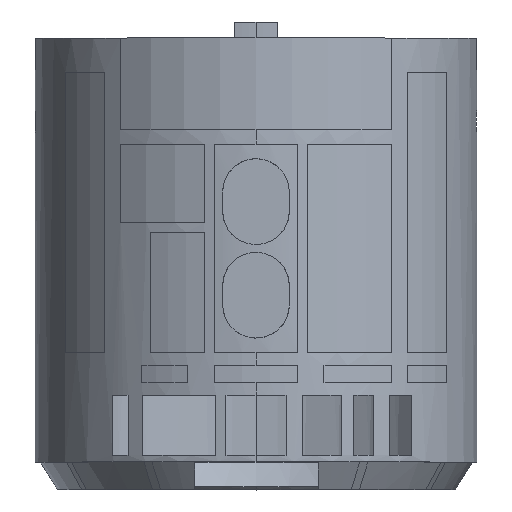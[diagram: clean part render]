
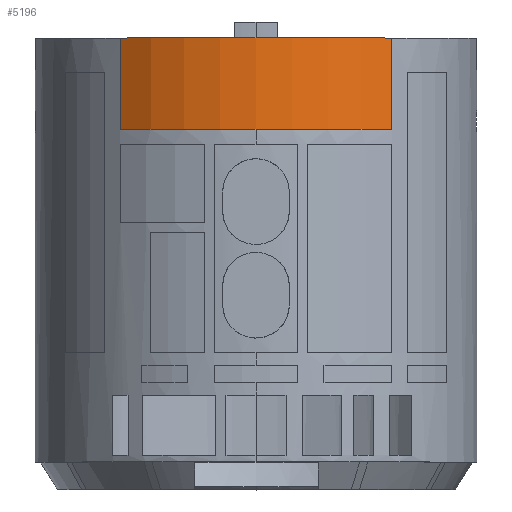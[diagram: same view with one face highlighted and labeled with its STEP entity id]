
A CAD part, top view. The second image highlights one B-rep face of the part: STEP entity #5196.
In plain terms, the highlighted cylindrical face has radius 86.717 mm (diameter 173.435 mm), a partial arc.
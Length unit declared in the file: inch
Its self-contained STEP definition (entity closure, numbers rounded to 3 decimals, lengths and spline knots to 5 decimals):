
#2 = DIRECTION ( 'NONE',  ( -1., 0., 0. ) ) ;
#165 = DIRECTION ( 'NONE',  ( 0., 0., -1. ) ) ;
#311 = CARTESIAN_POINT ( 'NONE',  ( 3.98658, 8.02815, 3.6683 ) ) ;
#355 = VECTOR ( 'NONE', #3970, 39.37008 ) ;
#520 = CIRCLE ( 'NONE', #2835, 3.41407 ) ;
#583 = VERTEX_POINT ( 'NONE', #2443 ) ;
#744 = LINE ( 'NONE', #2794, #355 ) ;
#865 = DIRECTION ( 'NONE',  ( 0., 0., -1. ) ) ;
#1429 = EDGE_LOOP ( 'NONE', ( #3472, #3930, #3230, #1903 ) ) ;
#1719 = CARTESIAN_POINT ( 'NONE',  ( 6.11158, 9.46134, 6.34043 ) ) ;
#1865 = DIRECTION ( 'NONE',  ( 0., -1., 0. ) ) ;
#1903 = ORIENTED_EDGE ( 'NONE', *, *, #3906, .F. ) ;
#1977 = AXIS2_PLACEMENT_3D ( 'NONE', #311, #5606, #865 ) ;
#2087 = AXIS2_PLACEMENT_3D ( 'NONE', #3842, #3347, #165 ) ;
#2383 = LINE ( 'NONE', #5523, #3855 ) ;
#2443 = CARTESIAN_POINT ( 'NONE',  ( 1.86158, 9.46134, 6.34043 ) ) ;
#2794 = CARTESIAN_POINT ( 'NONE',  ( 1.86158, 9.46134, 6.34043 ) ) ;
#2835 = AXIS2_PLACEMENT_3D ( 'NONE', #5203, #3222, #2 ) ;
#3222 = DIRECTION ( 'NONE',  ( 0., 1., 0. ) ) ;
#3230 = ORIENTED_EDGE ( 'NONE', *, *, #4591, .F. ) ;
#3347 = DIRECTION ( 'NONE',  ( 0., -1., 0. ) ) ;
#3400 = VERTEX_POINT ( 'NONE', #1719 ) ;
#3472 = ORIENTED_EDGE ( 'NONE', *, *, #6729, .F. ) ;
#3654 = CARTESIAN_POINT ( 'NONE',  ( 1.86158, 8.02815, 6.34043 ) ) ;
#3807 = FACE_OUTER_BOUND ( 'NONE', #1429, .T. ) ;
#3842 = CARTESIAN_POINT ( 'NONE',  ( 3.98658, 9.46134, 3.6683 ) ) ;
#3855 = VECTOR ( 'NONE', #1865, 39.37008 ) ;
#3906 = EDGE_CURVE ( 'NONE', #583, #3400, #520, .T. ) ;
#3930 = ORIENTED_EDGE ( 'NONE', *, *, #5326, .F. ) ;
#3970 = DIRECTION ( 'NONE',  ( 0., 1., 0. ) ) ;
#4176 = CIRCLE ( 'NONE', #1977, 3.41407 ) ;
#4357 = CYLINDRICAL_SURFACE ( 'NONE', #2087, 3.41407 ) ;
#4538 = CARTESIAN_POINT ( 'NONE',  ( 6.11158, 8.02815, 6.34043 ) ) ;
#4591 = EDGE_CURVE ( 'NONE', #3400, #5264, #2383, .T. ) ;
#5196 = ADVANCED_FACE ( 'NONE', ( #3807 ), #4357, .T. ) ;
#5203 = CARTESIAN_POINT ( 'NONE',  ( 3.98658, 9.46134, 3.6683 ) ) ;
#5264 = VERTEX_POINT ( 'NONE', #4538 ) ;
#5326 = EDGE_CURVE ( 'NONE', #5264, #5905, #4176, .T. ) ;
#5523 = CARTESIAN_POINT ( 'NONE',  ( 6.11158, 9.46134, 6.34043 ) ) ;
#5606 = DIRECTION ( 'NONE',  ( 0., -1., 0. ) ) ;
#5905 = VERTEX_POINT ( 'NONE', #3654 ) ;
#6729 = EDGE_CURVE ( 'NONE', #5905, #583, #744, .T. ) ;
